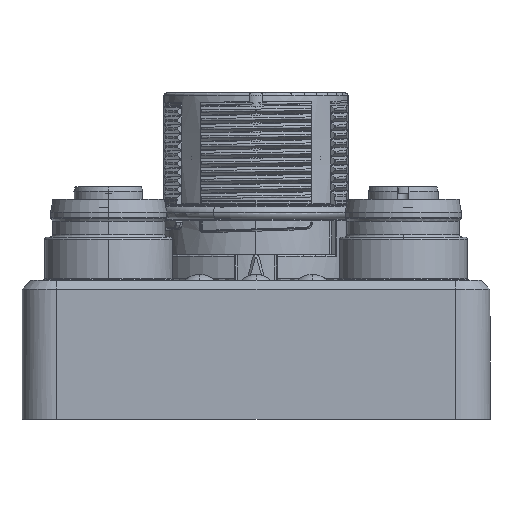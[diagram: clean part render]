
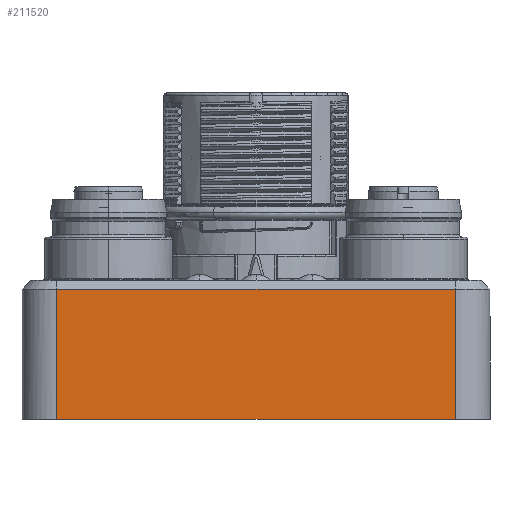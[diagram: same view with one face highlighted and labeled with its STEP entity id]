
A CAD part, front view. The second image highlights one B-rep face of the part: STEP entity #211520.
In plain terms, the highlighted planar face has unit normal (0, -1, 0).
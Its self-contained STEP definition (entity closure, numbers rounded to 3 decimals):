
#211507=AXIS2_PLACEMENT_3D('Plane Axis2P3D',#211504,#211505,#211506) ;
#15057=CARTESIAN_POINT('Vertex',(4.,0.,15.)) ;
#15089=CARTESIAN_POINT('Vertex',(50.,0.,15.)) ;
#15092=CARTESIAN_POINT('Line Origine',(27.,0.,15.)) ;
#211342=CARTESIAN_POINT('Vertex',(50.,0.,0.)) ;
#211345=CARTESIAN_POINT('Line Origine',(27.,0.,0.)) ;
#211349=CARTESIAN_POINT('Vertex',(4.,0.,0.)) ;
#211491=CARTESIAN_POINT('Line Origine',(50.,0.,0.)) ;
#211504=CARTESIAN_POINT('Axis2P3D Location',(50.,0.,0.)) ;
#211509=CARTESIAN_POINT('Line Origine',(4.,0.,7.5)) ;
#15093=DIRECTION('Vector Direction',(1.,0.,0.)) ;
#211346=DIRECTION('Vector Direction',(1.,0.,0.)) ;
#211492=DIRECTION('Vector Direction',(0.,0.,1.)) ;
#211505=DIRECTION('Axis2P3D Direction',(0.,-1.,0.)) ;
#211506=DIRECTION('Axis2P3D XDirection',(0.,0.,-1.)) ;
#211510=DIRECTION('Vector Direction',(0.,0.,1.)) ;
#15094=VECTOR('Line Direction',#15093,1.) ;
#211347=VECTOR('Line Direction',#211346,1.) ;
#211493=VECTOR('Line Direction',#211492,1.) ;
#211511=VECTOR('Line Direction',#211510,1.) ;
#211515=ORIENTED_EDGE('',*,*,#211495,.T.) ;
#211516=ORIENTED_EDGE('',*,*,#15096,.F.) ;
#211517=ORIENTED_EDGE('',*,*,#211513,.F.) ;
#211518=ORIENTED_EDGE('',*,*,#211351,.T.) ;
#211520=ADVANCED_FACE('Hauptk\X2\00F6\X0\rper',(#211519),#211508,.T.) ;
#15096=EDGE_CURVE('',#15058,#15090,#15095,.T.) ;
#211351=EDGE_CURVE('',#211350,#211343,#211348,.T.) ;
#211495=EDGE_CURVE('',#211343,#15090,#211494,.T.) ;
#211513=EDGE_CURVE('',#211350,#15058,#211512,.T.) ;
#211514=EDGE_LOOP('',(#211515,#211516,#211517,#211518)) ;
#211519=FACE_OUTER_BOUND('',#211514,.T.) ;
#15095=LINE('Line',#15092,#15094) ;
#211348=LINE('Line',#211345,#211347) ;
#211494=LINE('Line',#211491,#211493) ;
#211512=LINE('Line',#211509,#211511) ;
#211508=PLANE('',#211507) ;
#15058=VERTEX_POINT('',#15057) ;
#15090=VERTEX_POINT('',#15089) ;
#211343=VERTEX_POINT('',#211342) ;
#211350=VERTEX_POINT('',#211349) ;
